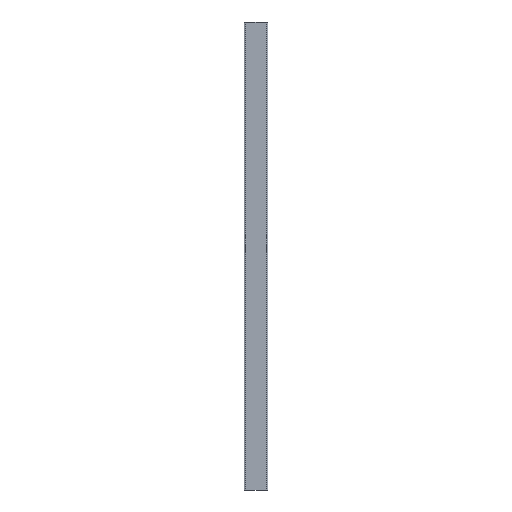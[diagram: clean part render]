
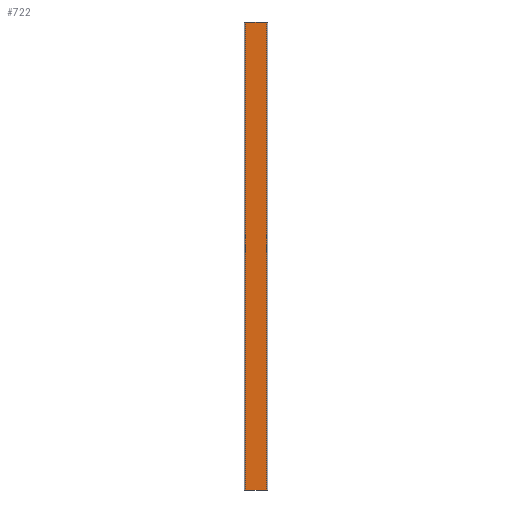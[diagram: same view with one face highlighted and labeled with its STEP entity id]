
A CAD part, front view. The second image highlights one B-rep face of the part: STEP entity #722.
In plain terms, the highlighted planar face has unit normal (0, -1, 0).
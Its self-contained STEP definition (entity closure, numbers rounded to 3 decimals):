
#4 = EDGE_CURVE ( 'NONE', #1488, #1212, #953, .T. ) ;
#102 = EDGE_CURVE ( 'NONE', #828, #1519, #631, .T. ) ;
#163 = CARTESIAN_POINT ( 'NONE',  ( 1.9, 92.2, 500. ) ) ;
#167 = ORIENTED_EDGE ( 'NONE', *, *, #1129, .T. ) ;
#226 = CARTESIAN_POINT ( 'NONE',  ( 96.5, 92.2, 500. ) ) ;
#274 = DIRECTION ( 'NONE',  ( 1., 0., 0. ) ) ;
#298 = VECTOR ( 'NONE', #515, 1000. ) ;
#344 = CARTESIAN_POINT ( 'NONE',  ( 1.4, 92.2, 500. ) ) ;
#381 = CARTESIAN_POINT ( 'NONE',  ( 96.5, 92.2, -1500. ) ) ;
#476 = DIRECTION ( 'NONE',  ( 0., 0., -1. ) ) ;
#515 = DIRECTION ( 'NONE',  ( -1., 0., 0. ) ) ;
#529 = ORIENTED_EDGE ( 'NONE', *, *, #102, .F. ) ;
#631 = LINE ( 'NONE', #1105, #783 ) ;
#633 = LINE ( 'NONE', #1116, #859 ) ;
#722 = ADVANCED_FACE ( 'NONE', ( #1354 ), #1418, .T. ) ;
#783 = VECTOR ( 'NONE', #274, 1000. ) ;
#794 = CARTESIAN_POINT ( 'NONE',  ( 1.9, 92.2, 500. ) ) ;
#801 = EDGE_CURVE ( 'NONE', #1488, #1519, #633, .T. ) ;
#828 = VERTEX_POINT ( 'NONE', #163 ) ;
#833 = CARTESIAN_POINT ( 'NONE',  ( 1.9, 92.2, -1500. ) ) ;
#859 = VECTOR ( 'NONE', #1350, 1000. ) ;
#905 = EDGE_LOOP ( 'NONE', ( #167, #1291, #1564, #529 ) ) ;
#953 = LINE ( 'NONE', #381, #298 ) ;
#1046 = AXIS2_PLACEMENT_3D ( 'NONE', #344, #1177, #476 ) ;
#1067 = CARTESIAN_POINT ( 'NONE',  ( 96.5, 92.2, -1500. ) ) ;
#1105 = CARTESIAN_POINT ( 'NONE',  ( 15.996, 92.2, 500. ) ) ;
#1116 = CARTESIAN_POINT ( 'NONE',  ( 96.5, 92.2, 500. ) ) ;
#1129 = EDGE_CURVE ( 'NONE', #828, #1212, #1421, .T. ) ;
#1177 = DIRECTION ( 'NONE',  ( 0., -1., 0. ) ) ;
#1212 = VERTEX_POINT ( 'NONE', #833 ) ;
#1271 = DIRECTION ( 'NONE',  ( 0., 0., -1. ) ) ;
#1291 = ORIENTED_EDGE ( 'NONE', *, *, #4, .F. ) ;
#1350 = DIRECTION ( 'NONE',  ( 0., 0., 1. ) ) ;
#1354 = FACE_OUTER_BOUND ( 'NONE', #905, .T. ) ;
#1395 = VECTOR ( 'NONE', #1271, 1000. ) ;
#1418 = PLANE ( 'NONE',  #1046 ) ;
#1421 = LINE ( 'NONE', #794, #1395 ) ;
#1488 = VERTEX_POINT ( 'NONE', #1067 ) ;
#1519 = VERTEX_POINT ( 'NONE', #226 ) ;
#1564 = ORIENTED_EDGE ( 'NONE', *, *, #801, .T. ) ;
